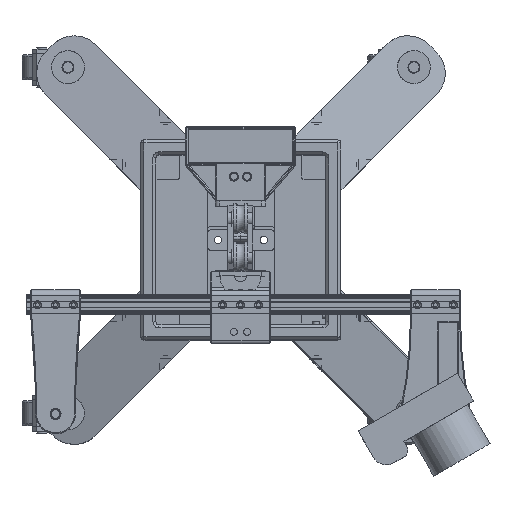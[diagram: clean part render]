
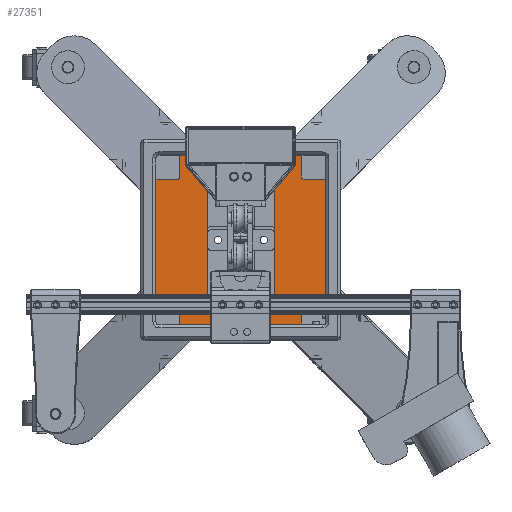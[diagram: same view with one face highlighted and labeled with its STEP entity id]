
A CAD part, top view. The second image highlights one B-rep face of the part: STEP entity #27351.
In plain terms, the highlighted planar face has unit normal (0, 0, 1).
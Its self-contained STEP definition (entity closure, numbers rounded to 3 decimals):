
#723=PLANE('',#29360);
#1507=FACE_BOUND('',#3998,.T.);
#1508=FACE_BOUND('',#3999,.T.);
#1509=FACE_BOUND('',#4000,.T.);
#1510=FACE_BOUND('',#4001,.T.);
#1511=FACE_BOUND('',#4002,.T.);
#1512=FACE_BOUND('',#4003,.T.);
#2398=FACE_OUTER_BOUND('',#3997,.T.);
#3997=EDGE_LOOP('',(#21105,#21106,#21107,#21108,#21109,#21110,#21111,#21112,
#21113,#21114,#21115,#21116,#21117,#21118,#21119,#21120,#21121,#21122,#21123,
#21124));
#3998=EDGE_LOOP('',(#21125));
#3999=EDGE_LOOP('',(#21126));
#4000=EDGE_LOOP('',(#21127));
#4001=EDGE_LOOP('',(#21128));
#4002=EDGE_LOOP('',(#21129));
#4003=EDGE_LOOP('',(#21130));
#6259=LINE('',#42092,#9232);
#6263=LINE('',#42100,#9236);
#6266=LINE('',#42106,#9239);
#6269=LINE('',#42112,#9242);
#6272=LINE('',#42119,#9245);
#6276=LINE('',#42127,#9249);
#6279=LINE('',#42133,#9252);
#6282=LINE('',#42139,#9255);
#6285=LINE('',#42146,#9258);
#6289=LINE('',#42154,#9262);
#6292=LINE('',#42160,#9265);
#6295=LINE('',#42166,#9268);
#6298=LINE('',#42173,#9271);
#6302=LINE('',#42181,#9275);
#6305=LINE('',#42187,#9278);
#6308=LINE('',#42193,#9281);
#6311=LINE('',#42198,#9284);
#6312=LINE('',#42199,#9285);
#6313=LINE('',#42200,#9286);
#6314=LINE('',#42201,#9287);
#9232=VECTOR('',#33386,10.);
#9236=VECTOR('',#33392,10.);
#9239=VECTOR('',#33397,10.);
#9242=VECTOR('',#33402,10.);
#9245=VECTOR('',#33407,10.);
#9249=VECTOR('',#33413,10.);
#9252=VECTOR('',#33418,10.);
#9255=VECTOR('',#33423,10.);
#9258=VECTOR('',#33428,10.);
#9262=VECTOR('',#33434,10.);
#9265=VECTOR('',#33439,10.);
#9268=VECTOR('',#33444,10.);
#9271=VECTOR('',#33449,10.);
#9275=VECTOR('',#33455,10.);
#9278=VECTOR('',#33460,10.);
#9281=VECTOR('',#33465,10.);
#9284=VECTOR('',#33470,10.);
#9285=VECTOR('',#33471,10.);
#9286=VECTOR('',#33472,10.);
#9287=VECTOR('',#33473,10.);
#11534=CIRCLE('',#29361,3.8);
#11535=CIRCLE('',#29362,3.8);
#11536=CIRCLE('',#29363,3.8);
#11537=CIRCLE('',#29364,3.8);
#11538=CIRCLE('',#29365,3.8);
#11539=CIRCLE('',#29366,3.8);
#12926=VERTEX_POINT('',#42090);
#12927=VERTEX_POINT('',#42091);
#12930=VERTEX_POINT('',#42099);
#12932=VERTEX_POINT('',#42105);
#12934=VERTEX_POINT('',#42111);
#12936=VERTEX_POINT('',#42117);
#12937=VERTEX_POINT('',#42118);
#12940=VERTEX_POINT('',#42126);
#12942=VERTEX_POINT('',#42132);
#12944=VERTEX_POINT('',#42138);
#12946=VERTEX_POINT('',#42144);
#12947=VERTEX_POINT('',#42145);
#12950=VERTEX_POINT('',#42153);
#12952=VERTEX_POINT('',#42159);
#12954=VERTEX_POINT('',#42165);
#12956=VERTEX_POINT('',#42171);
#12957=VERTEX_POINT('',#42172);
#12960=VERTEX_POINT('',#42180);
#12962=VERTEX_POINT('',#42186);
#12964=VERTEX_POINT('',#42192);
#12966=VERTEX_POINT('',#42202);
#12967=VERTEX_POINT('',#42204);
#12968=VERTEX_POINT('',#42206);
#12969=VERTEX_POINT('',#42208);
#12970=VERTEX_POINT('',#42210);
#12971=VERTEX_POINT('',#42212);
#15882=EDGE_CURVE('',#12926,#12927,#6259,.T.);
#15886=EDGE_CURVE('',#12930,#12926,#6263,.T.);
#15889=EDGE_CURVE('',#12932,#12930,#6266,.T.);
#15892=EDGE_CURVE('',#12934,#12932,#6269,.T.);
#15895=EDGE_CURVE('',#12936,#12937,#6272,.T.);
#15899=EDGE_CURVE('',#12940,#12936,#6276,.T.);
#15902=EDGE_CURVE('',#12942,#12940,#6279,.T.);
#15905=EDGE_CURVE('',#12944,#12942,#6282,.T.);
#15908=EDGE_CURVE('',#12946,#12947,#6285,.T.);
#15912=EDGE_CURVE('',#12950,#12946,#6289,.T.);
#15915=EDGE_CURVE('',#12952,#12950,#6292,.T.);
#15918=EDGE_CURVE('',#12954,#12952,#6295,.T.);
#15921=EDGE_CURVE('',#12956,#12957,#6298,.T.);
#15925=EDGE_CURVE('',#12960,#12956,#6302,.T.);
#15928=EDGE_CURVE('',#12962,#12960,#6305,.T.);
#15931=EDGE_CURVE('',#12964,#12962,#6308,.T.);
#15934=EDGE_CURVE('',#12927,#12954,#6311,.T.);
#15935=EDGE_CURVE('',#12947,#12964,#6312,.T.);
#15936=EDGE_CURVE('',#12957,#12944,#6313,.T.);
#15937=EDGE_CURVE('',#12937,#12934,#6314,.T.);
#15938=EDGE_CURVE('',#12966,#12966,#11534,.T.);
#15939=EDGE_CURVE('',#12967,#12967,#11535,.T.);
#15940=EDGE_CURVE('',#12968,#12968,#11536,.T.);
#15941=EDGE_CURVE('',#12969,#12969,#11537,.T.);
#15942=EDGE_CURVE('',#12970,#12970,#11538,.T.);
#15943=EDGE_CURVE('',#12971,#12971,#11539,.T.);
#21105=ORIENTED_EDGE('',*,*,#15892,.T.);
#21106=ORIENTED_EDGE('',*,*,#15889,.T.);
#21107=ORIENTED_EDGE('',*,*,#15886,.T.);
#21108=ORIENTED_EDGE('',*,*,#15882,.T.);
#21109=ORIENTED_EDGE('',*,*,#15934,.T.);
#21110=ORIENTED_EDGE('',*,*,#15918,.T.);
#21111=ORIENTED_EDGE('',*,*,#15915,.T.);
#21112=ORIENTED_EDGE('',*,*,#15912,.T.);
#21113=ORIENTED_EDGE('',*,*,#15908,.T.);
#21114=ORIENTED_EDGE('',*,*,#15935,.T.);
#21115=ORIENTED_EDGE('',*,*,#15931,.T.);
#21116=ORIENTED_EDGE('',*,*,#15928,.T.);
#21117=ORIENTED_EDGE('',*,*,#15925,.T.);
#21118=ORIENTED_EDGE('',*,*,#15921,.T.);
#21119=ORIENTED_EDGE('',*,*,#15936,.T.);
#21120=ORIENTED_EDGE('',*,*,#15905,.T.);
#21121=ORIENTED_EDGE('',*,*,#15902,.T.);
#21122=ORIENTED_EDGE('',*,*,#15899,.T.);
#21123=ORIENTED_EDGE('',*,*,#15895,.T.);
#21124=ORIENTED_EDGE('',*,*,#15937,.T.);
#21125=ORIENTED_EDGE('',*,*,#15938,.F.);
#21126=ORIENTED_EDGE('',*,*,#15939,.F.);
#21127=ORIENTED_EDGE('',*,*,#15940,.F.);
#21128=ORIENTED_EDGE('',*,*,#15941,.F.);
#21129=ORIENTED_EDGE('',*,*,#15942,.F.);
#21130=ORIENTED_EDGE('',*,*,#15943,.F.);
#27351=ADVANCED_FACE('',(#2398,#1507,#1508,#1509,#1510,#1511,#1512),#723,
 .F.);
#29360=AXIS2_PLACEMENT_3D('',#42197,#33468,#33469);
#29361=AXIS2_PLACEMENT_3D('',#42203,#33474,#33475);
#29362=AXIS2_PLACEMENT_3D('',#42205,#33476,#33477);
#29363=AXIS2_PLACEMENT_3D('',#42207,#33478,#33479);
#29364=AXIS2_PLACEMENT_3D('',#42209,#33480,#33481);
#29365=AXIS2_PLACEMENT_3D('',#42211,#33482,#33483);
#29366=AXIS2_PLACEMENT_3D('',#42213,#33484,#33485);
#33386=DIRECTION('',(0.,1.,0.));
#33392=DIRECTION('',(-1.,0.,0.));
#33397=DIRECTION('',(0.,1.,0.));
#33402=DIRECTION('',(-1.,0.,0.));
#33407=DIRECTION('',(1.,0.,0.));
#33413=DIRECTION('',(0.,1.,0.));
#33418=DIRECTION('',(1.,0.,0.));
#33423=DIRECTION('',(0.,1.,0.));
#33428=DIRECTION('',(-1.,0.,0.));
#33434=DIRECTION('',(0.,-1.,0.));
#33439=DIRECTION('',(-1.,0.,0.));
#33444=DIRECTION('',(0.,-1.,0.));
#33449=DIRECTION('',(0.,-1.,0.));
#33455=DIRECTION('',(1.,0.,0.));
#33460=DIRECTION('',(0.,-1.,0.));
#33465=DIRECTION('',(1.,0.,0.));
#33468=DIRECTION('center_axis',(0.,0.,
-1.));
#33469=DIRECTION('ref_axis',(1.,0.,0.));
#33470=DIRECTION('',(-1.,0.,0.));
#33471=DIRECTION('',(0.,-1.,0.));
#33472=DIRECTION('',(1.,0.,0.));
#33473=DIRECTION('',(0.,1.,0.));
#33474=DIRECTION('center_axis',(0.,0.,
1.));
#33475=DIRECTION('ref_axis',(1.,0.,0.));
#33476=DIRECTION('center_axis',(0.,0.,
1.));
#33477=DIRECTION('ref_axis',(1.,0.,0.));
#33478=DIRECTION('center_axis',(0.,0.,
1.));
#33479=DIRECTION('ref_axis',(1.,0.,0.));
#33480=DIRECTION('center_axis',(0.,0.,
1.));
#33481=DIRECTION('ref_axis',(1.,0.,0.));
#33482=DIRECTION('center_axis',(0.,0.,
1.));
#33483=DIRECTION('ref_axis',(1.,0.,0.));
#33484=DIRECTION('center_axis',(0.,0.,
1.));
#33485=DIRECTION('ref_axis',(1.,0.,0.));
#42090=CARTESIAN_POINT('',(61.475,72.04,-6.));
#42091=CARTESIAN_POINT('',(61.475,95.04,-6.));
#42092=CARTESIAN_POINT('',(61.475,41.04,-6.));
#42099=CARTESIAN_POINT('',(62.475,72.04,-6.));
#42100=CARTESIAN_POINT('',(31.475,72.04,-6.));
#42105=CARTESIAN_POINT('',(62.475,71.04,-6.));
#42106=CARTESIAN_POINT('',(62.475,40.54,-6.));
#42111=CARTESIAN_POINT('',(85.475,71.04,-6.));
#42112=CARTESIAN_POINT('',(42.975,71.04,-6.));
#42117=CARTESIAN_POINT('',(62.475,-50.96,-6.));
#42118=CARTESIAN_POINT('',(85.475,-50.96,-6.));
#42119=CARTESIAN_POINT('',(31.475,-50.96,-6.));
#42126=CARTESIAN_POINT('',(62.475,-51.96,-6.));
#42127=CARTESIAN_POINT('',(62.475,-20.96,-6.));
#42132=CARTESIAN_POINT('',(61.475,-51.96,-6.));
#42133=CARTESIAN_POINT('',(30.975,-51.96,-6.));
#42138=CARTESIAN_POINT('',(61.475,-74.96,-6.));
#42139=CARTESIAN_POINT('',(61.475,-32.46,-6.));
#42144=CARTESIAN_POINT('',(-61.525,71.04,-6.));
#42145=CARTESIAN_POINT('',(-84.525,71.04,-6.));
#42146=CARTESIAN_POINT('',(-30.525,71.04,-6.));
#42153=CARTESIAN_POINT('',(-61.525,72.04,-6.));
#42154=CARTESIAN_POINT('',(-61.525,41.04,-6.));
#42159=CARTESIAN_POINT('',(-60.525,72.04,-6.));
#42160=CARTESIAN_POINT('',(-30.025,72.04,-6.));
#42165=CARTESIAN_POINT('',(-60.525,95.04,-6.));
#42166=CARTESIAN_POINT('',(-60.525,52.54,-6.));
#42171=CARTESIAN_POINT('',(-60.525,-51.96,-6.));
#42172=CARTESIAN_POINT('',(-60.525,-74.96,-6.));
#42173=CARTESIAN_POINT('',(-60.525,-20.96,-6.));
#42180=CARTESIAN_POINT('',(-61.525,-51.96,-6.));
#42181=CARTESIAN_POINT('',(-30.525,-51.96,-6.));
#42186=CARTESIAN_POINT('',(-61.525,-50.96,-6.));
#42187=CARTESIAN_POINT('',(-61.525,-20.46,-6.));
#42192=CARTESIAN_POINT('',(-84.525,-50.96,-6.));
#42193=CARTESIAN_POINT('',(-42.025,-50.96,-6.));
#42197=CARTESIAN_POINT('Origin',(0.475,10.04,-6.));
#42198=CARTESIAN_POINT('',(-42.025,95.04,-6.));
#42199=CARTESIAN_POINT('',(-84.525,-32.46,-6.));
#42200=CARTESIAN_POINT('',(42.975,-74.96,-6.));
#42201=CARTESIAN_POINT('',(85.475,52.54,-6.));
#42202=CARTESIAN_POINT('',(19.58,10.04,-6.));
#42203=CARTESIAN_POINT('Origin',(23.38,10.04,-6.));
#42204=CARTESIAN_POINT('',(19.58,55.85,-6.));
#42205=CARTESIAN_POINT('Origin',(23.38,55.85,-6.));
#42206=CARTESIAN_POINT('',(-26.23,10.04,-6.));
#42207=CARTESIAN_POINT('Origin',(-22.43,10.04,-6.));
#42208=CARTESIAN_POINT('',(-26.23,55.85,-6.));
#42209=CARTESIAN_POINT('Origin',(-22.43,55.85,-6.));
#42210=CARTESIAN_POINT('',(-26.23,-35.77,-6.));
#42211=CARTESIAN_POINT('Origin',(-22.43,-35.77,-6.));
#42212=CARTESIAN_POINT('',(19.58,-35.77,-6.));
#42213=CARTESIAN_POINT('Origin',(23.38,-35.77,-6.));
